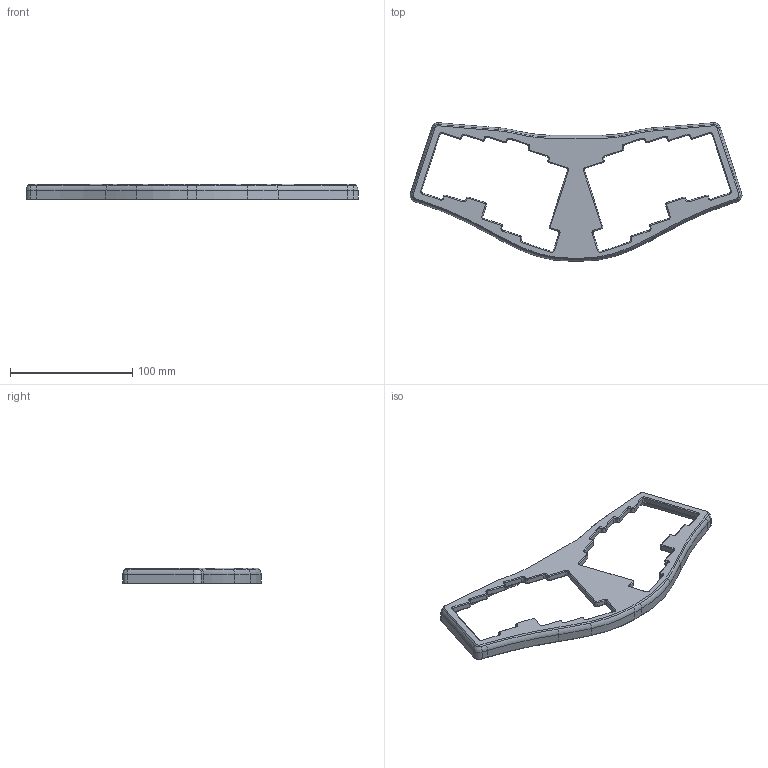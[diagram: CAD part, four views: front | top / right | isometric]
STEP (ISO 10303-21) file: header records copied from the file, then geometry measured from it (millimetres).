
FILE_DESCRIPTION(/* description */ (''),/* implementation_level */ '2;1');
FILE_NAME(/* name */ 'osprey_enclosure_top v2 v22.step',/* time_stamp */ '2024-04-12T00:40:33+06:00',/* author */ (''),/* organization */ (''),/* preprocessor_version */ 'ST-DEVELOPER v20',/* originating_system */ 'Autodesk Translation Framework v12.20.1.177',/* authorisation */ '');
FILE_SCHEMA (('AUTOMOTIVE_DESIGN { 1 0 10303 214 3 1 1 }'));
Length unit declared in the file: millimetre
Products named in the file (1): osprey_enclosure_top v2
Bounding box: 271.91 x 113.46 x 13.1 mm (x, y, z)
Volume: 57347.8 mm3; surface area: 33905.9 mm2
Topology: 1 solids, 1 shells, 517 faces, 1272 edges, 757 vertices
Faces by surface type: plane 217, cylinder 145, cone 132, torus 19, bspline 4
Full cylindrical faces by diameter (mm): 3.2 x9
Entity records: 15145 total; most frequent: DIRECTION 2770, CARTESIAN_POINT 2645, ORIENTED_EDGE 2544, EDGE_CURVE 1272, AXIS2_PLACEMENT_3D 994, LINE 782, VECTOR 782, VERTEX_POINT 757
